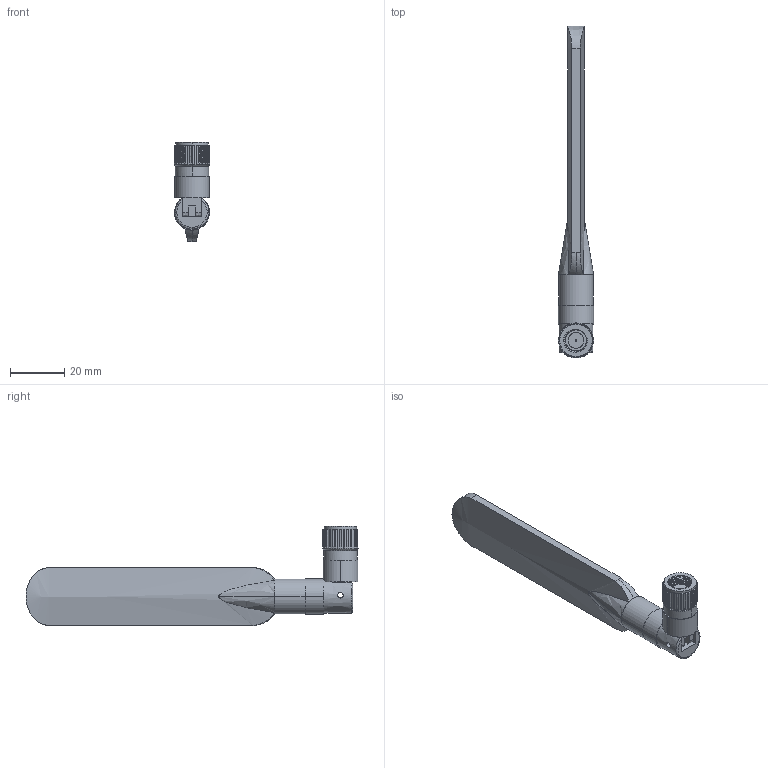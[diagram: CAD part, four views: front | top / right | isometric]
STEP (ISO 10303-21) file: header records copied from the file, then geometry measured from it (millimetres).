
FILE_DESCRIPTION (( 'STEP AP214' ), '1' );
FILE_NAME ('WiFi Antenna.STEP', '2022-07-09T06:21:54', ( '' ), ( '' ), 'SwSTEP 2.0', 'SolidWorks 2021', '' );
FILE_SCHEMA (( 'AUTOMOTIVE_DESIGN' ));
Length unit declared in the file: millimetre
Products named in the file (4): Antenna; Antenna center; Antenna bottom; WiFi Antenna
Assembly tree (3 placements, depth 2):
  WiFi Antenna
    Antenna bottom
    Antenna center
    Antenna
Bounding box: 13 x 122.9 x 36.71 mm (x, y, z)
Volume: 16170.9 mm3; surface area: 8289.3 mm2
Topology: 3 solids, 3 shells, 195 faces, 470 edges, 290 vertices
Faces by surface type: bspline 117, plane 64, cylinder 14
Entity records: 17205 total; most frequent: CARTESIAN_POINT 13026, ORIENTED_EDGE 940, EDGE_CURVE 470, DIRECTION 366, B_SPLINE_CURVE_WITH_KNOTS 292, VERTEX_POINT 290, EDGE_LOOP 212, FACE_OUTER_BOUND 195
